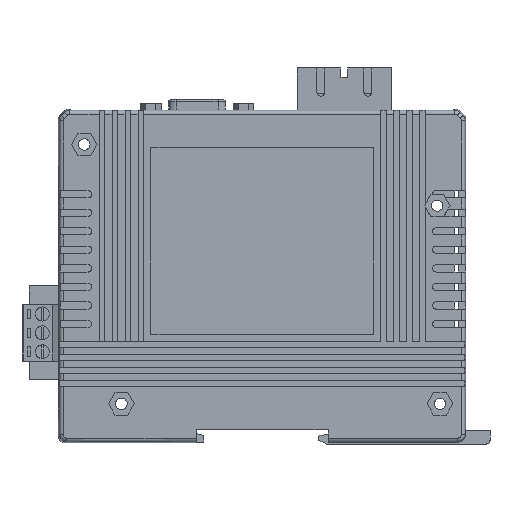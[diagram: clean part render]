
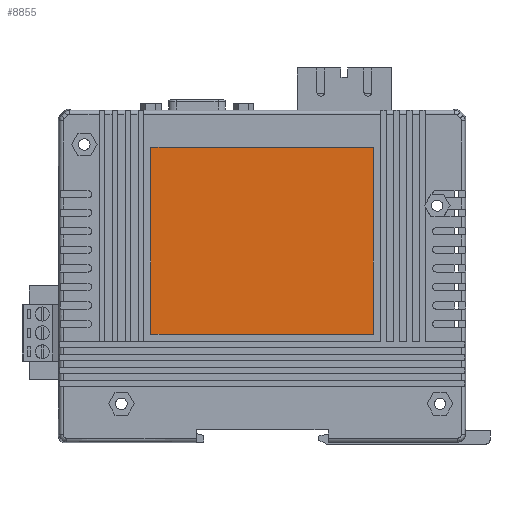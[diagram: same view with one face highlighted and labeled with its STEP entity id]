
A CAD part, left-side view. The second image highlights one B-rep face of the part: STEP entity #8855.
In plain terms, the highlighted face is planar.
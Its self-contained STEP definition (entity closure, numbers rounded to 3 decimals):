
#1387 = EDGE_CURVE ( 'NONE', #36547, #10415, #6281, .T. ) ;
#1979 = CARTESIAN_POINT ( 'NONE',  ( -89.392, -16.894, -19.971 ) ) ;
#2706 = VECTOR ( 'NONE', #17776, 1000. ) ;
#5438 = CARTESIAN_POINT ( 'NONE',  ( -29.392, -16.894, -19.971 ) ) ;
#6281 = LINE ( 'NONE', #30490, #17839 ) ;
#6912 = CARTESIAN_POINT ( 'NONE',  ( -29.392, -16.894, -70.429 ) ) ;
#7510 = ORIENTED_EDGE ( 'NONE', *, *, #44015, .T. ) ;
#8650 = DIRECTION ( 'NONE',  ( 0., 0., -1. ) ) ;
#8855 = ADVANCED_FACE ( 'NONE', ( #31454 ), #51192, .T. ) ;
#8970 = LINE ( 'NONE', #18342, #43720 ) ;
#9973 = ORIENTED_EDGE ( 'NONE', *, *, #35401, .T. ) ;
#10415 = VERTEX_POINT ( 'NONE', #1979 ) ;
#10971 = ORIENTED_EDGE ( 'NONE', *, *, #1387, .F. ) ;
#12062 = DIRECTION ( 'NONE',  ( -1., 0., 0. ) ) ;
#12519 = ORIENTED_EDGE ( 'NONE', *, *, #13544, .F. ) ;
#13241 = DIRECTION ( 'NONE',  ( 0., 0., -1. ) ) ;
#13544 = EDGE_CURVE ( 'NONE', #10415, #45791, #8970, .T. ) ;
#17776 = DIRECTION ( 'NONE',  ( -1., 0., 0. ) ) ;
#17839 = VECTOR ( 'NONE', #12062, 1000. ) ;
#18088 = CARTESIAN_POINT ( 'NONE',  ( -29.392, -16.894, -19.971 ) ) ;
#18342 = CARTESIAN_POINT ( 'NONE',  ( -89.392, -16.894, -19.971 ) ) ;
#21321 = CARTESIAN_POINT ( 'NONE',  ( -29.392, -16.894, -70.429 ) ) ;
#22951 = LINE ( 'NONE', #32954, #2706 ) ;
#26626 = DIRECTION ( 'NONE',  ( 0., 1., 0. ) ) ;
#26945 = DIRECTION ( 'NONE',  ( 0., 0., 1. ) ) ;
#30490 = CARTESIAN_POINT ( 'NONE',  ( -29.392, -16.894, -19.971 ) ) ;
#31454 = FACE_OUTER_BOUND ( 'NONE', #39765, .T. ) ;
#32954 = CARTESIAN_POINT ( 'NONE',  ( -29.392, -16.894, -70.429 ) ) ;
#35401 = EDGE_CURVE ( 'NONE', #59902, #45791, #22951, .T. ) ;
#36547 = VERTEX_POINT ( 'NONE', #5438 ) ;
#37659 = VECTOR ( 'NONE', #13241, 1000. ) ;
#39765 = EDGE_LOOP ( 'NONE', ( #7510, #9973, #12519, #10971 ) ) ;
#43720 = VECTOR ( 'NONE', #8650, 1000. ) ;
#44015 = EDGE_CURVE ( 'NONE', #36547, #59902, #62388, .T. ) ;
#45791 = VERTEX_POINT ( 'NONE', #50958 ) ;
#50958 = CARTESIAN_POINT ( 'NONE',  ( -89.392, -16.894, -70.429 ) ) ;
#51192 = PLANE ( 'NONE',  #62909 ) ;
#59902 = VERTEX_POINT ( 'NONE', #21321 ) ;
#62388 = LINE ( 'NONE', #18088, #37659 ) ;
#62909 = AXIS2_PLACEMENT_3D ( 'NONE', #6912, #26626, #26945 ) ;
